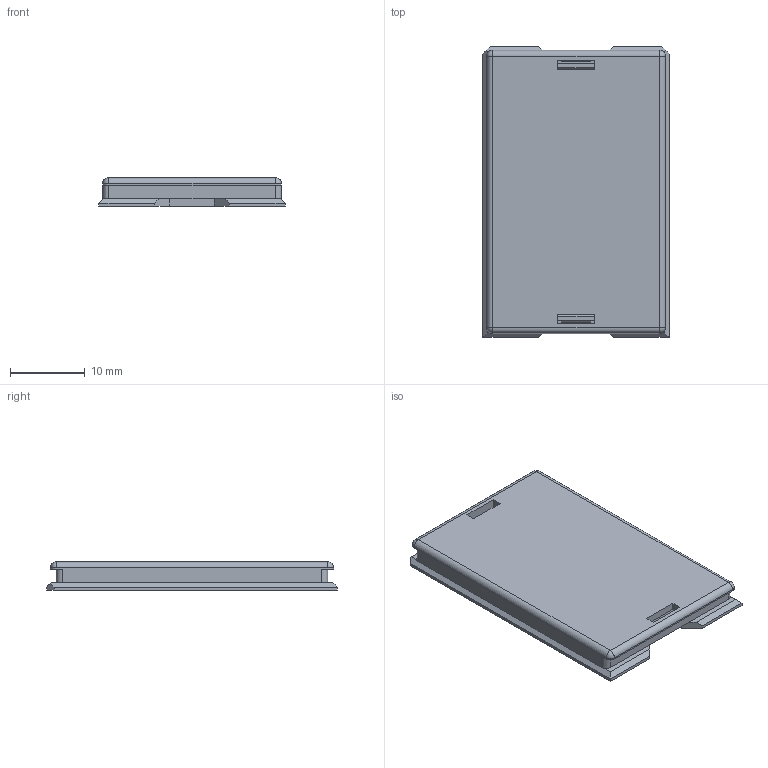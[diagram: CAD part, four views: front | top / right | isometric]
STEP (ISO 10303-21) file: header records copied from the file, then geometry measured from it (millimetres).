
FILE_DESCRIPTION (( 'STEP AP203' ), '1' );
FILE_NAME ('sone3D.STEP', '2015-08-11T01:42:20', ( '' ), ( '' ), 'SwSTEP 2.0', 'SolidWorks 2012', '' );
FILE_SCHEMA (( 'CONFIG_CONTROL_DESIGN' ));
Length unit declared in the file: millimetre
Products named in the file (3): sone3D; C-26-P-UL僇僶乕_C-26-P-1-UL僇僶乕; C-26-P-UL儀乕僗_C-26-P-1-UL儀乕僗
Assembly tree (2 placements, depth 2):
  sone3D
    C-26-P-UL儀乕僗_C-26-P-1-UL儀乕僗
    C-26-P-UL僇僶乕_C-26-P-1-UL僇僶乕
Bounding box: 25 x 39 x 3.8 mm (x, y, z)
Volume: 2703.8 mm3; surface area: 4582.7 mm2
Topology: 2 solids, 2 shells, 132 faces, 352 edges, 218 vertices
Faces by surface type: plane 88, cylinder 32, cone 4, torus 4, sphere 4
Entity records: 4333 total; most frequent: CARTESIAN_POINT 703, ORIENTED_EDGE 696, DIRECTION 690, EDGE_CURVE 348, VECTOR 280, LINE 280, VERTEX_POINT 218, AXIS2_PLACEMENT_3D 205
